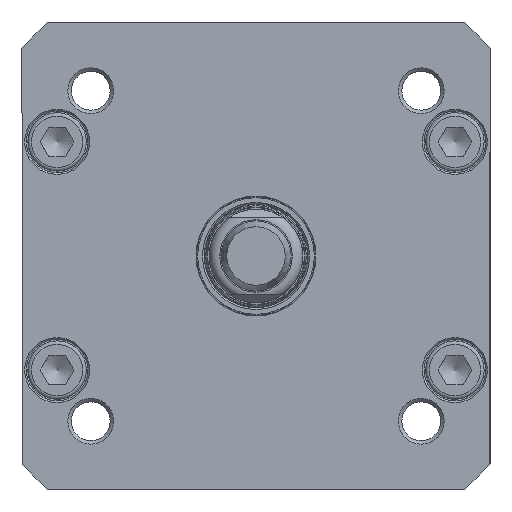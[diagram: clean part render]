
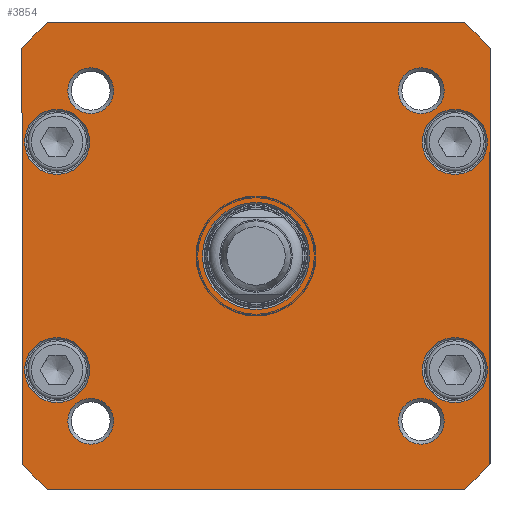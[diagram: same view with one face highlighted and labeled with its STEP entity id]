
A CAD part, front view. The second image highlights one B-rep face of the part: STEP entity #3854.
In plain terms, the highlighted planar face has unit normal (0, -1, 0).
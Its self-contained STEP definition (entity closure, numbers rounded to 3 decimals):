
#3680=CARTESIAN_POINT('',(0.,-91.75,0.));
#3681=DIRECTION('',(0.0,-1.0,0.0));
#3682=DIRECTION('',(0.0,0.0,-1.0));
#3683=AXIS2_PLACEMENT_3D('',#3680,#3681,#3682);
#3684=PLANE('',#3683);
#3685=CARTESIAN_POINT('',(-40.,-91.75,35.528));
#3686=VERTEX_POINT('',#3685);
#3687=CARTESIAN_POINT('',(-35.528,-91.75,40.0));
#3688=VERTEX_POINT('',#3687);
#3689=CARTESIAN_POINT('',(0.0,-91.75,0.0));
#3690=DIRECTION('',(0.0,1.0,0.0));
#3691=DIRECTION('',(-0.664,0.0,0.748));
#3692=AXIS2_PLACEMENT_3D('',#3689,#3690,#3691);
#3693=CIRCLE('',#3692,53.5);
#3694=EDGE_CURVE('',#3686,#3688,#3693,.T.);
#3695=ORIENTED_EDGE('',*,*,#3694,.F.);
#3696=CARTESIAN_POINT('',(-40.,-91.75,-35.528));
#3697=VERTEX_POINT('',#3696);
#3698=CARTESIAN_POINT('',(-40.,-91.75,-35.528));
#3699=DIRECTION('',(0.0,0.0,1.0));
#3700=VECTOR('',#3699,71.056);
#3701=LINE('',#3698,#3700);
#3702=EDGE_CURVE('',#3697,#3686,#3701,.T.);
#3703=ORIENTED_EDGE('',*,*,#3702,.F.);
#3704=CARTESIAN_POINT('',(-35.528,-91.75,-40.0));
#3705=VERTEX_POINT('',#3704);
#3706=CARTESIAN_POINT('',(0.0,-91.75,0.0));
#3707=DIRECTION('',(0.0,1.0,0.0));
#3708=DIRECTION('',(-0.748,0.0,-0.664));
#3709=AXIS2_PLACEMENT_3D('',#3706,#3707,#3708);
#3710=CIRCLE('',#3709,53.5);
#3711=EDGE_CURVE('',#3705,#3697,#3710,.T.);
#3712=ORIENTED_EDGE('',*,*,#3711,.F.);
#3713=CARTESIAN_POINT('',(35.528,-91.75,-40.));
#3714=VERTEX_POINT('',#3713);
#3715=CARTESIAN_POINT('',(35.528,-91.75,-40.));
#3716=DIRECTION('',(-1.0,0.0,0.0));
#3717=VECTOR('',#3716,71.056);
#3718=LINE('',#3715,#3717);
#3719=EDGE_CURVE('',#3714,#3705,#3718,.T.);
#3720=ORIENTED_EDGE('',*,*,#3719,.F.);
#3721=CARTESIAN_POINT('',(40.0,-91.75,-35.528));
#3722=VERTEX_POINT('',#3721);
#3723=CARTESIAN_POINT('',(0.0,-91.75,0.0));
#3724=DIRECTION('',(0.0,1.0,0.0));
#3725=DIRECTION('',(0.664,0.0,-0.748));
#3726=AXIS2_PLACEMENT_3D('',#3723,#3724,#3725);
#3727=CIRCLE('',#3726,53.5);
#3728=EDGE_CURVE('',#3722,#3714,#3727,.T.);
#3729=ORIENTED_EDGE('',*,*,#3728,.F.);
#3730=CARTESIAN_POINT('',(40.,-91.75,35.528));
#3731=VERTEX_POINT('',#3730);
#3732=CARTESIAN_POINT('',(40.,-91.75,35.528));
#3733=DIRECTION('',(0.0,0.0,-1.0));
#3734=VECTOR('',#3733,71.056);
#3735=LINE('',#3732,#3734);
#3736=EDGE_CURVE('',#3731,#3722,#3735,.T.);
#3737=ORIENTED_EDGE('',*,*,#3736,.F.);
#3738=CARTESIAN_POINT('',(35.528,-91.75,40.0));
#3739=VERTEX_POINT('',#3738);
#3740=CARTESIAN_POINT('',(0.0,-91.75,0.0));
#3741=DIRECTION('',(0.0,1.0,0.0));
#3742=DIRECTION('',(0.748,0.0,0.664));
#3743=AXIS2_PLACEMENT_3D('',#3740,#3741,#3742);
#3744=CIRCLE('',#3743,53.5);
#3745=EDGE_CURVE('',#3739,#3731,#3744,.T.);
#3746=ORIENTED_EDGE('',*,*,#3745,.F.);
#3747=CARTESIAN_POINT('',(-35.528,-91.75,40.0));
#3748=DIRECTION('',(1.0,0.0,0.0));
#3749=VECTOR('',#3748,71.056);
#3750=LINE('',#3747,#3749);
#3751=EDGE_CURVE('',#3688,#3739,#3750,.T.);
#3752=ORIENTED_EDGE('',*,*,#3751,.F.);
#3753=EDGE_LOOP('',(#3695,#3703,#3712,#3720,#3729,#3737,#3746,#3752));
#3754=FACE_OUTER_BOUND('',#3753,.T.);
#3755=CARTESIAN_POINT('',(-34.0,-91.75,13.95));
#3756=VERTEX_POINT('',#3755);
#3757=CARTESIAN_POINT('',(-34.0,-91.75,19.5));
#3758=DIRECTION('',(0.0,-1.0,0.0));
#3759=DIRECTION('',(0.0,0.0,1.0));
#3760=AXIS2_PLACEMENT_3D('',#3757,#3758,#3759);
#3761=CIRCLE('',#3760,5.55);
#3762=EDGE_CURVE('',#3756,#3756,#3761,.T.);
#3763=ORIENTED_EDGE('',*,*,#3762,.F.);
#3764=EDGE_LOOP('',(#3763));
#3765=FACE_BOUND('',#3764,.T.);
#3766=CARTESIAN_POINT('',(34.0,-91.75,-25.05));
#3767=VERTEX_POINT('',#3766);
#3768=CARTESIAN_POINT('',(34.0,-91.75,-19.5));
#3769=DIRECTION('',(0.0,-1.0,0.0));
#3770=DIRECTION('',(0.0,0.0,1.0));
#3771=AXIS2_PLACEMENT_3D('',#3768,#3769,#3770);
#3772=CIRCLE('',#3771,5.55);
#3773=EDGE_CURVE('',#3767,#3767,#3772,.T.);
#3774=ORIENTED_EDGE('',*,*,#3773,.F.);
#3775=EDGE_LOOP('',(#3774));
#3776=FACE_BOUND('',#3775,.T.);
#3777=CARTESIAN_POINT('',(-28.25,-91.75,24.327));
#3778=VERTEX_POINT('',#3777);
#3779=CARTESIAN_POINT('',(-28.25,-91.75,28.25));
#3780=DIRECTION('',(0.0,-1.0,0.0));
#3781=DIRECTION('',(0.0,0.0,1.0));
#3782=AXIS2_PLACEMENT_3D('',#3779,#3780,#3781);
#3783=CIRCLE('',#3782,3.924);
#3784=EDGE_CURVE('',#3778,#3778,#3783,.T.);
#3785=ORIENTED_EDGE('',*,*,#3784,.F.);
#3786=EDGE_LOOP('',(#3785));
#3787=FACE_BOUND('',#3786,.T.);
#3788=CARTESIAN_POINT('',(28.25,-91.75,-32.174));
#3789=VERTEX_POINT('',#3788);
#3790=CARTESIAN_POINT('',(28.25,-91.75,-28.25));
#3791=DIRECTION('',(0.0,-1.0,0.0));
#3792=DIRECTION('',(0.0,0.0,1.0));
#3793=AXIS2_PLACEMENT_3D('',#3790,#3791,#3792);
#3794=CIRCLE('',#3793,3.924);
#3795=EDGE_CURVE('',#3789,#3789,#3794,.T.);
#3796=ORIENTED_EDGE('',*,*,#3795,.F.);
#3797=EDGE_LOOP('',(#3796));
#3798=FACE_BOUND('',#3797,.T.);
#3799=CARTESIAN_POINT('',(0.,-91.75,9.15));
#3800=VERTEX_POINT('',#3799);
#3801=CARTESIAN_POINT('',(0.0,-91.75,0.0));
#3802=DIRECTION('',(0.0,-1.0,0.0));
#3803=DIRECTION('',(0.0,0.0,-1.0));
#3804=AXIS2_PLACEMENT_3D('',#3801,#3802,#3803);
#3805=CIRCLE('',#3804,9.15);
#3806=EDGE_CURVE('',#3800,#3800,#3805,.T.);
#3807=ORIENTED_EDGE('',*,*,#3806,.F.);
#3808=EDGE_LOOP('',(#3807));
#3809=FACE_BOUND('',#3808,.T.);
#3810=CARTESIAN_POINT('',(28.25,-91.75,24.327));
#3811=VERTEX_POINT('',#3810);
#3812=CARTESIAN_POINT('',(28.25,-91.75,28.25));
#3813=DIRECTION('',(0.0,-1.0,0.0));
#3814=DIRECTION('',(0.0,0.0,1.0));
#3815=AXIS2_PLACEMENT_3D('',#3812,#3813,#3814);
#3816=CIRCLE('',#3815,3.924);
#3817=EDGE_CURVE('',#3811,#3811,#3816,.T.);
#3818=ORIENTED_EDGE('',*,*,#3817,.F.);
#3819=EDGE_LOOP('',(#3818));
#3820=FACE_BOUND('',#3819,.T.);
#3821=CARTESIAN_POINT('',(-28.25,-91.75,-32.174));
#3822=VERTEX_POINT('',#3821);
#3823=CARTESIAN_POINT('',(-28.25,-91.75,-28.25));
#3824=DIRECTION('',(0.0,-1.0,0.0));
#3825=DIRECTION('',(0.0,0.0,1.0));
#3826=AXIS2_PLACEMENT_3D('',#3823,#3824,#3825);
#3827=CIRCLE('',#3826,3.924);
#3828=EDGE_CURVE('',#3822,#3822,#3827,.T.);
#3829=ORIENTED_EDGE('',*,*,#3828,.F.);
#3830=EDGE_LOOP('',(#3829));
#3831=FACE_BOUND('',#3830,.T.);
#3832=CARTESIAN_POINT('',(34.0,-91.75,13.95));
#3833=VERTEX_POINT('',#3832);
#3834=CARTESIAN_POINT('',(34.0,-91.75,19.5));
#3835=DIRECTION('',(0.0,-1.0,0.0));
#3836=DIRECTION('',(0.0,0.0,1.0));
#3837=AXIS2_PLACEMENT_3D('',#3834,#3835,#3836);
#3838=CIRCLE('',#3837,5.55);
#3839=EDGE_CURVE('',#3833,#3833,#3838,.T.);
#3840=ORIENTED_EDGE('',*,*,#3839,.F.);
#3841=EDGE_LOOP('',(#3840));
#3842=FACE_BOUND('',#3841,.T.);
#3843=CARTESIAN_POINT('',(-34.0,-91.75,-25.05));
#3844=VERTEX_POINT('',#3843);
#3845=CARTESIAN_POINT('',(-34.0,-91.75,-19.5));
#3846=DIRECTION('',(0.0,-1.0,0.0));
#3847=DIRECTION('',(0.0,0.0,1.0));
#3848=AXIS2_PLACEMENT_3D('',#3845,#3846,#3847);
#3849=CIRCLE('',#3848,5.55);
#3850=EDGE_CURVE('',#3844,#3844,#3849,.T.);
#3851=ORIENTED_EDGE('',*,*,#3850,.F.);
#3852=EDGE_LOOP('',(#3851));
#3853=FACE_BOUND('',#3852,.T.);
#3854=ADVANCED_FACE('',(#3754,#3765,#3776,#3787,#3798,#3809,#3820,#3831,#3842,#3853),#3684,.T.);
